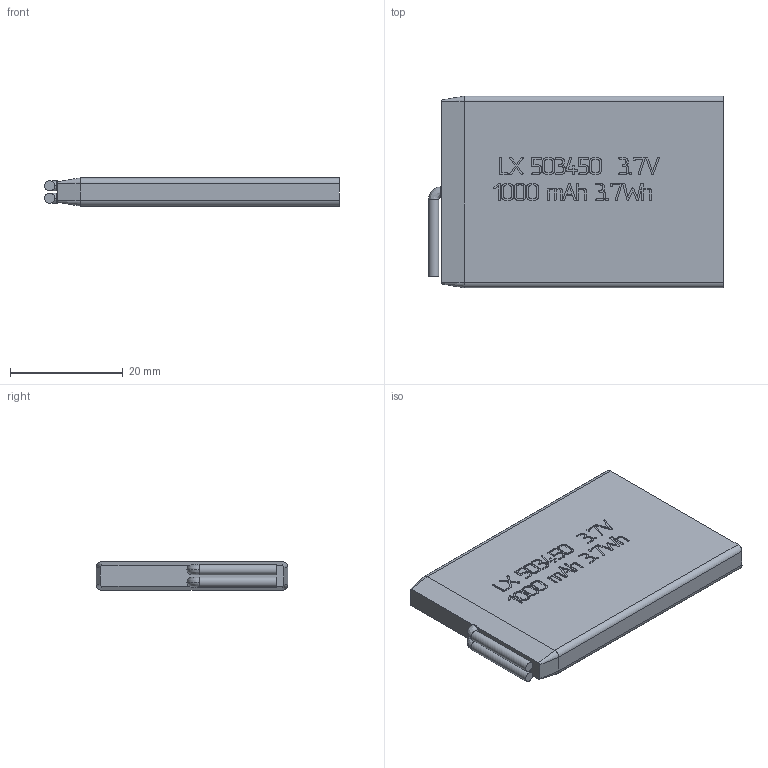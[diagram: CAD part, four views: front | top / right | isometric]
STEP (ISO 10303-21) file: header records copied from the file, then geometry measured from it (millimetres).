
FILE_DESCRIPTION(('STEP AP214'), '1');
FILE_NAME('Lp503450', '2024-10-20T15:20:39', (''), (''), 'C3D Converter', 'C3D Toolkit', '');
FILE_SCHEMA(('AUTOMOTIVE_DESIGN { 1 0 10303 214 3 1 1}'));
Length unit declared in the file: millimetre
Bounding box: 52.3 x 34 x 5 mm (x, y, z)
Volume: 8427.2 mm3; surface area: 4305.4 mm2
Topology: 1 solids, 1 shells, 1108 faces, 3215 edges, 2138 vertices
Faces by surface type: cylinder 635, plane 465, cone 4, bspline 4
Full cylindrical faces by diameter (mm): 1.8 x4
Entity records: 46097 total; most frequent: CARTESIAN_POINT 6702, DIRECTION 6699, ORIENTED_EDGE 6422, EDGE_CURVE 3211, AXIS2_PLACEMENT_3D 2387, VERTEX_POINT 2138, LINE 1925, VECTOR 1925
